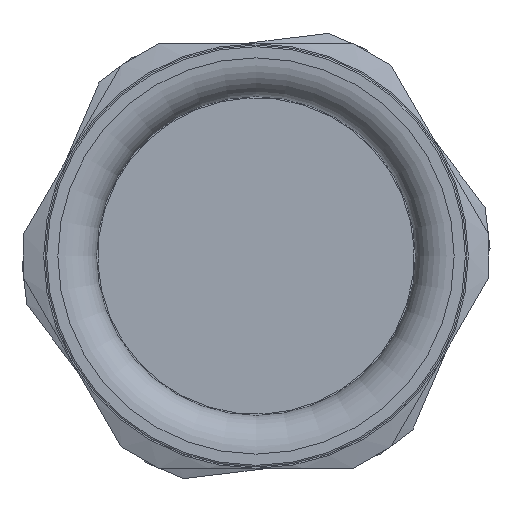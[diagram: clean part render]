
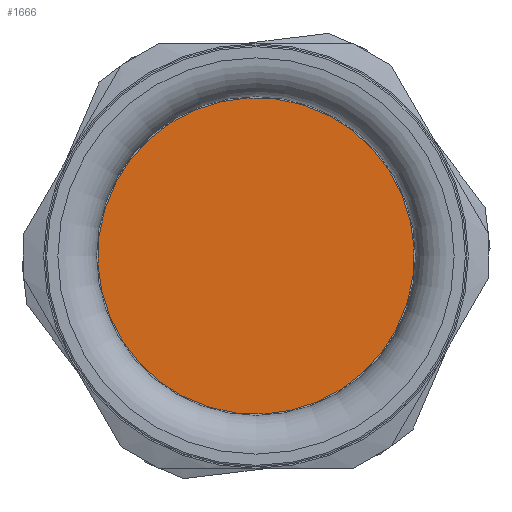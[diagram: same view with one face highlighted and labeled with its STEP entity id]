
A CAD part, left-side view. The second image highlights one B-rep face of the part: STEP entity #1666.
In plain terms, the highlighted planar face has unit normal (-1, 0, 0).
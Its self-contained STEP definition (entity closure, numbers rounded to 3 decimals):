
#267=PLANE('',#1931);
#441=FACE_OUTER_BOUND('',#615,.T.);
#615=EDGE_LOOP('',(#1513));
#699=CIRCLE('',#1917,20.56);
#876=VERTEX_POINT('',#8945);
#1087=EDGE_CURVE('',#876,#876,#699,.T.);
#1513=ORIENTED_EDGE('',*,*,#1087,.F.);
#1666=ADVANCED_FACE('',(#441),#267,.T.);
#1917=AXIS2_PLACEMENT_3D('',#8946,#2335,#2336);
#1931=AXIS2_PLACEMENT_3D('',#8966,#2363,#2364);
#2335=DIRECTION('center_axis',(1.,0.,0.));
#2336=DIRECTION('ref_axis',(0.,0.,-1.));
#2363=DIRECTION('center_axis',(-1.,0.,0.));
#2364=DIRECTION('ref_axis',(0.,0.,1.));
#8945=CARTESIAN_POINT('',(-0.064,20.56,0.));
#8946=CARTESIAN_POINT('Origin',(-0.064,0.,0.));
#8966=CARTESIAN_POINT('Origin',(-0.064,20.56,0.));
